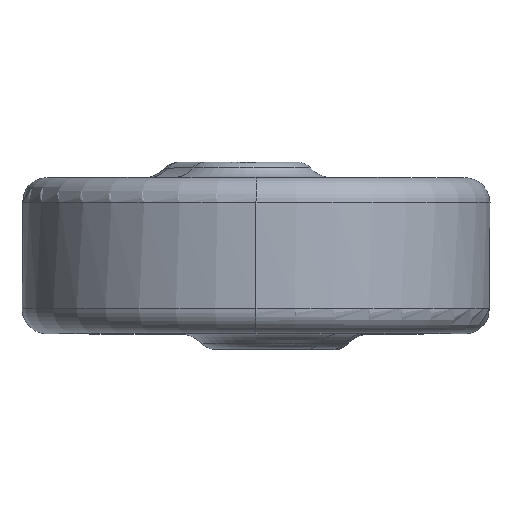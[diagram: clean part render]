
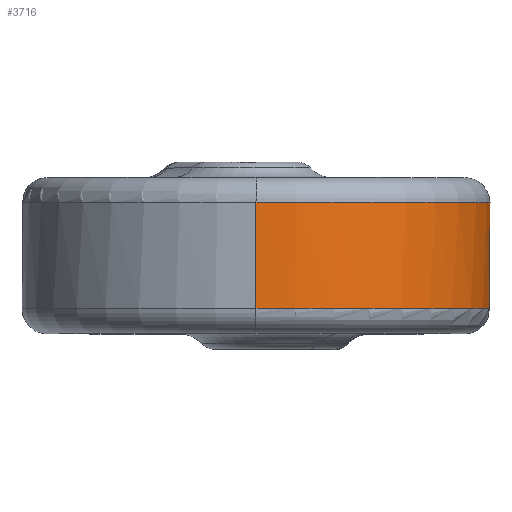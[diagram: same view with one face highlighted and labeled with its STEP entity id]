
A CAD part, top view. The second image highlights one B-rep face of the part: STEP entity #3716.
In plain terms, the highlighted cylindrical face has radius 7.5 mm (diameter 15 mm), a partial arc.
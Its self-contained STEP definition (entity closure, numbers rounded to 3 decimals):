
#186 = CARTESIAN_POINT ( 'NONE',  ( 3.42, -1.571, 7.325 ) ) ;
#251 = CARTESIAN_POINT ( 'NONE',  ( 1.343, -1.124, 6.62 ) ) ;
#284 = VERTEX_POINT ( 'NONE', #2302 ) ;
#316 = DIRECTION ( 'NONE',  ( 0., 0., 1. ) ) ;
#327 = AXIS2_PLACEMENT_3D ( 'NONE', #883, #1754, #2843 ) ;
#348 = CARTESIAN_POINT ( 'NONE',  ( 0., -1.7, 21.5 ) ) ;
#354 = VECTOR ( 'NONE', #931, 1000. ) ;
#530 = CARTESIAN_POINT ( 'NONE',  ( 2.369, -0.803, 6.883 ) ) ;
#610 = CYLINDRICAL_SURFACE ( 'NONE', #2411, 7.5 ) ;
#629 = FACE_OUTER_BOUND ( 'NONE', #850, .T. ) ;
#785 = CARTESIAN_POINT ( 'NONE',  ( 3.351, -1.453, 7.29 ) ) ;
#850 = EDGE_LOOP ( 'NONE', ( #3704, #3362, #1102, #1374, #1419, #3022 ) ) ;
#883 = CARTESIAN_POINT ( 'NONE',  ( 0., -1.7, 14. ) ) ;
#888 = CARTESIAN_POINT ( 'NONE',  ( 0., -2.5, 6.5 ) ) ;
#931 = DIRECTION ( 'NONE',  ( 0., 1., 0. ) ) ;
#996 = CARTESIAN_POINT ( 'NONE',  ( 0., -1.7, 6.5 ) ) ;
#1102 = ORIENTED_EDGE ( 'NONE', *, *, #2960, .T. ) ;
#1139 = CARTESIAN_POINT ( 'NONE',  ( 1.695, -0.9, 6.693 ) ) ;
#1290 = CIRCLE ( 'NONE', #327, 7.5 ) ;
#1374 = ORIENTED_EDGE ( 'NONE', *, *, #3588, .F. ) ;
#1419 = ORIENTED_EDGE ( 'NONE', *, *, #1572, .T. ) ;
#1460 = CARTESIAN_POINT ( 'NONE',  ( 0., -2.5, 14. ) ) ;
#1489 = VERTEX_POINT ( 'NONE', #2211 ) ;
#1536 = VERTEX_POINT ( 'NONE', #2342 ) ;
#1572 = EDGE_CURVE ( 'NONE', #2746, #3391, #1290, .T. ) ;
#1754 = DIRECTION ( 'NONE',  ( 0., 1., 0. ) ) ;
#1769 = DIRECTION ( 'NONE',  ( 0., 1., 0. ) ) ;
#1813 = DIRECTION ( 'NONE',  ( 0., 0., -1. ) ) ;
#1851 = CARTESIAN_POINT ( 'NONE',  ( 3.475, -1.7, 7.354 ) ) ;
#1865 = AXIS2_PLACEMENT_3D ( 'NONE', #2936, #2419, #1813 ) ;
#1939 = AXIS2_PLACEMENT_3D ( 'NONE', #2802, #2780, #2529 ) ;
#1941 = CARTESIAN_POINT ( 'NONE',  ( 1.066, -1.445, 6.576 ) ) ;
#1977 = CARTESIAN_POINT ( 'NONE',  ( 0.993, -1.569, 6.566 ) ) ;
#2104 = EDGE_CURVE ( 'NONE', #3391, #1536, #2665, .T. ) ;
#2211 = CARTESIAN_POINT ( 'NONE',  ( 0., 1.7, 21.5 ) ) ;
#2302 = CARTESIAN_POINT ( 'NONE',  ( 0., 1.7, 6.5 ) ) ;
#2310 = DIRECTION ( 'NONE',  ( 0., 1., 0. ) ) ;
#2342 = CARTESIAN_POINT ( 'NONE',  ( 0.936, -1.7, 6.559 ) ) ;
#2411 = AXIS2_PLACEMENT_3D ( 'NONE', #1460, #1769, #316 ) ;
#2419 = DIRECTION ( 'NONE',  ( 0., -1., 0. ) ) ;
#2504 = CARTESIAN_POINT ( 'NONE',  ( 1.24, -1.224, 6.603 ) ) ;
#2529 = DIRECTION ( 'NONE',  ( 0., 0., -1. ) ) ;
#2563 = CARTESIAN_POINT ( 'NONE',  ( 2.753, -0.918, 7.022 ) ) ;
#2639 = LINE ( 'NONE', #2698, #354 ) ;
#2665 = B_SPLINE_CURVE_WITH_KNOTS ( 'NONE', 3,
 ( #3154, #186, #785, #3133, #3700, #3407, #2563, #3745, #530, #3370, #3386, #1139, #3721, #251, #2504, #1941, #1977, #3658 ),
 .UNSPECIFIED., .F., .F.,
 ( 4, 2, 2, 2, 2, 2, 2, 2, 4 ),
 ( 0., 0., 0.001, 0.001, 0.002, 0.002, 0.003, 0.003, 0.003 ),
 .UNSPECIFIED. ) ;
#2698 = CARTESIAN_POINT ( 'NONE',  ( 0., -2.5, 21.5 ) ) ;
#2746 = VERTEX_POINT ( 'NONE', #348 ) ;
#2752 = CIRCLE ( 'NONE', #1865, 7.5 ) ;
#2780 = DIRECTION ( 'NONE',  ( 0., 1., 0. ) ) ;
#2802 = CARTESIAN_POINT ( 'NONE',  ( 0., -1.7, 14. ) ) ;
#2843 = DIRECTION ( 'NONE',  ( 0., 0., -1. ) ) ;
#2892 = EDGE_CURVE ( 'NONE', #3747, #284, #3727, .T. ) ;
#2936 = CARTESIAN_POINT ( 'NONE',  ( 0., 1.7, 14. ) ) ;
#2960 = EDGE_CURVE ( 'NONE', #284, #1489, #2752, .T. ) ;
#3022 = ORIENTED_EDGE ( 'NONE', *, *, #2104, .T. ) ;
#3133 = CARTESIAN_POINT ( 'NONE',  ( 3.185, -1.238, 7.209 ) ) ;
#3154 = CARTESIAN_POINT ( 'NONE',  ( 3.475, -1.7, 7.354 ) ) ;
#3269 = CIRCLE ( 'NONE', #1939, 7.5 ) ;
#3362 = ORIENTED_EDGE ( 'NONE', *, *, #2892, .T. ) ;
#3370 = CARTESIAN_POINT ( 'NONE',  ( 2.098, -0.797, 6.798 ) ) ;
#3386 = CARTESIAN_POINT ( 'NONE',  ( 1.961, -0.816, 6.76 ) ) ;
#3391 = VERTEX_POINT ( 'NONE', #1851 ) ;
#3407 = CARTESIAN_POINT ( 'NONE',  ( 2.873, -0.983, 7.071 ) ) ;
#3550 = VECTOR ( 'NONE', #2310, 1000. ) ;
#3588 = EDGE_CURVE ( 'NONE', #2746, #1489, #2639, .T. ) ;
#3658 = CARTESIAN_POINT ( 'NONE',  ( 0.936, -1.7, 6.559 ) ) ;
#3700 = CARTESIAN_POINT ( 'NONE',  ( 3.087, -1.142, 7.164 ) ) ;
#3704 = ORIENTED_EDGE ( 'NONE', *, *, #3710, .T. ) ;
#3710 = EDGE_CURVE ( 'NONE', #1536, #3747, #3269, .T. ) ;
#3716 = ADVANCED_FACE ( 'NONE', ( #629 ), #610, .T. ) ;
#3721 = CARTESIAN_POINT ( 'NONE',  ( 1.571, -0.963, 6.666 ) ) ;
#3727 = LINE ( 'NONE', #888, #3550 ) ;
#3745 = CARTESIAN_POINT ( 'NONE',  ( 2.503, -0.829, 6.929 ) ) ;
#3747 = VERTEX_POINT ( 'NONE', #996 ) ;
